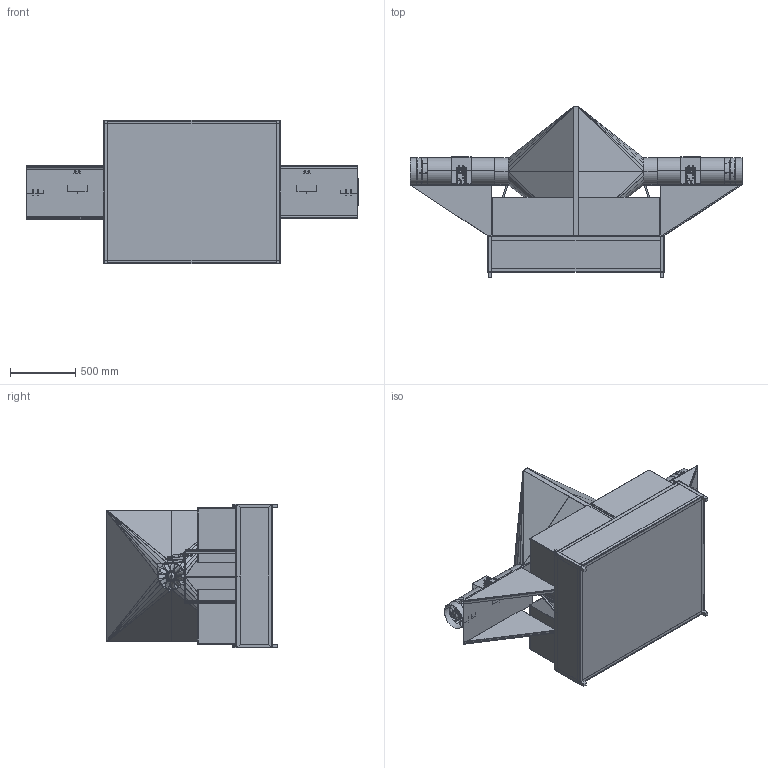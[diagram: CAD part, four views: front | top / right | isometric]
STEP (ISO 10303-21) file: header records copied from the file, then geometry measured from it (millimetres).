
FILE_DESCRIPTION (( 'STEP AP214' ), '1' );
FILE_NAME ('DACC_reinforced.STEP', '2022-12-19T11:43:34', ( '' ), ( '' ), 'SwSTEP 2.0', 'SolidWorks 2022', '' );
FILE_SCHEMA (( 'AUTOMOTIVE_DESIGN' ));
Length unit declared in the file: millimetre
Products named in the file (15): 90mm 11blade EDF-Solid Bodies_206mm fan; Part3^Damper assembly; Dampers; Fan Support^DACC_reinforced; Reinforcement structure^DACC_reinforced; LPT; Damper assembly; Collar^DACC_reinforced; DACC_reinforced; Chute; Component cover^DACC_reinforced; nm24a-s; Extension cover^DACC_reinforced; MirrorComponent cover^DACC_reinforced; Sorbent plenum
Assembly tree (28 placements, depth 3):
  DACC_reinforced
    LPT
    Reinforcement structure^DACC_reinforced
    Sorbent plenum
    Chute  x4
    Collar^DACC_reinforced
    Fan Support^DACC_reinforced  x2
    Component cover^DACC_reinforced  x2
    Extension cover^DACC_reinforced  x6
    MirrorComponent cover^DACC_reinforced  x3
    Damper assembly  x2
      Dampers
      Part3^Damper assembly
      nm24a-s
    90mm 11blade EDF-Solid Bodies_206mm fan  x2
Bounding box: 2547.68 x 1312.4 x 1104 mm (x, y, z)
Volume: 28575399.2 mm3; surface area: 27542420.7 mm2
Topology: 76 solids, 80 shells, 4223 faces, 10539 edges, 6486 vertices
Faces by surface type: plane 1805, cylinder 1354, bspline 738, cone 284, torus 38, sphere 4
Entity records: 114968 total; most frequent: CARTESIAN_POINT 52789, ORIENTED_EDGE 10656, DIRECTION 8405, EDGE_CURVE 5328, VERTEX_POINT 3310, AXIS2_PLACEMENT_3D 2856, VECTOR 2693, LINE 2693
